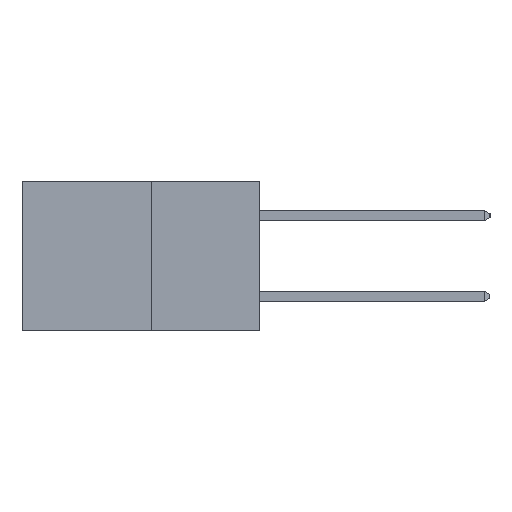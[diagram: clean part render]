
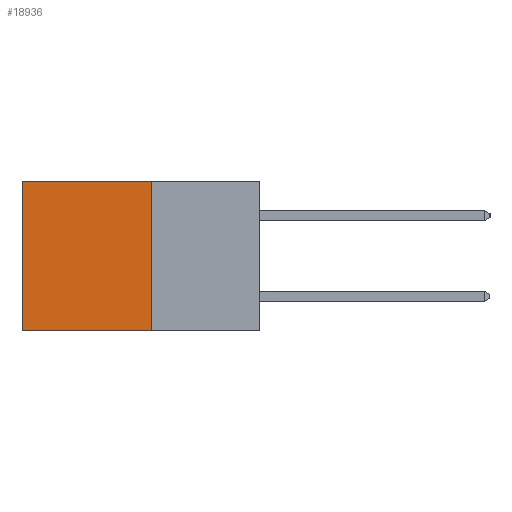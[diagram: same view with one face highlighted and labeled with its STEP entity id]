
A CAD part, left-side view. The second image highlights one B-rep face of the part: STEP entity #18936.
In plain terms, the highlighted planar face has unit normal (-1, 0, 0).
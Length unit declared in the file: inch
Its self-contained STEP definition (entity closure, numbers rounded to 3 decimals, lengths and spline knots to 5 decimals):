
#450 = VERTEX_POINT ( 'NONE', #13354 ) ;
#875 = VECTOR ( 'NONE', #22582, 39.37008 ) ;
#1108 = VERTEX_POINT ( 'NONE', #4571 ) ;
#1467 = LINE ( 'NONE', #17084, #875 ) ;
#1818 = LINE ( 'NONE', #22996, #16125 ) ;
#2353 = DIRECTION ( 'NONE',  ( 0., 0., -1. ) ) ;
#2516 = CARTESIAN_POINT ( 'NONE',  ( 0.277, 0.27, -0.37 ) ) ;
#2943 = VERTEX_POINT ( 'NONE', #10949 ) ;
#3221 = LINE ( 'NONE', #2516, #21800 ) ;
#3353 = EDGE_CURVE ( 'NONE', #3688, #1108, #22947, .T. ) ;
#3548 = ORIENTED_EDGE ( 'NONE', *, *, #19653, .F. ) ;
#3688 = VERTEX_POINT ( 'NONE', #5503 ) ;
#3812 = EDGE_CURVE ( 'NONE', #3688, #450, #3221, .T. ) ;
#4571 = CARTESIAN_POINT ( 'NONE',  ( 0.277, 0.59, 0. ) ) ;
#5503 = CARTESIAN_POINT ( 'NONE',  ( 0.277, 0.27, 0. ) ) ;
#6490 = ORIENTED_EDGE ( 'NONE', *, *, #3353, .T. ) ;
#7905 = DIRECTION ( 'NONE',  ( 0., 0., -1. ) ) ;
#9294 = EDGE_CURVE ( 'NONE', #1108, #2943, #1818, .T. ) ;
#10949 = CARTESIAN_POINT ( 'NONE',  ( 0.277, 0.59, -0.37 ) ) ;
#13354 = CARTESIAN_POINT ( 'NONE',  ( 0.277, 0.27, -0.37 ) ) ;
#13390 = CARTESIAN_POINT ( 'NONE',  ( 0.277, 0.27, -0.37 ) ) ;
#13846 = DIRECTION ( 'NONE',  ( 0., 1., 0. ) ) ;
#13899 = ORIENTED_EDGE ( 'NONE', *, *, #9294, .T. ) ;
#15330 = CARTESIAN_POINT ( 'NONE',  ( 0.277, 0.27, 0. ) ) ;
#16125 = VECTOR ( 'NONE', #17612, 39.37008 ) ;
#16953 = VECTOR ( 'NONE', #13846, 39.37008 ) ;
#17084 = CARTESIAN_POINT ( 'NONE',  ( 0.277, 0.27, -0.37 ) ) ;
#17112 = PLANE ( 'NONE',  #17589 ) ;
#17589 = AXIS2_PLACEMENT_3D ( 'NONE', #13390, #19003, #7905 ) ;
#17612 = DIRECTION ( 'NONE',  ( 0., 0., -1. ) ) ;
#18317 = ORIENTED_EDGE ( 'NONE', *, *, #3812, .F. ) ;
#18936 = ADVANCED_FACE ( 'NONE', ( #19915 ), #17112, .F. ) ;
#19003 = DIRECTION ( 'NONE',  ( 1., 0., 0. ) ) ;
#19653 = EDGE_CURVE ( 'NONE', #450, #2943, #1467, .T. ) ;
#19915 = FACE_OUTER_BOUND ( 'NONE', #21032, .T. ) ;
#21032 = EDGE_LOOP ( 'NONE', ( #13899, #3548, #18317, #6490 ) ) ;
#21800 = VECTOR ( 'NONE', #2353, 39.37008 ) ;
#22582 = DIRECTION ( 'NONE',  ( 0., 1., 0. ) ) ;
#22947 = LINE ( 'NONE', #15330, #16953 ) ;
#22996 = CARTESIAN_POINT ( 'NONE',  ( 0.277, 0.59, -0.37 ) ) ;
